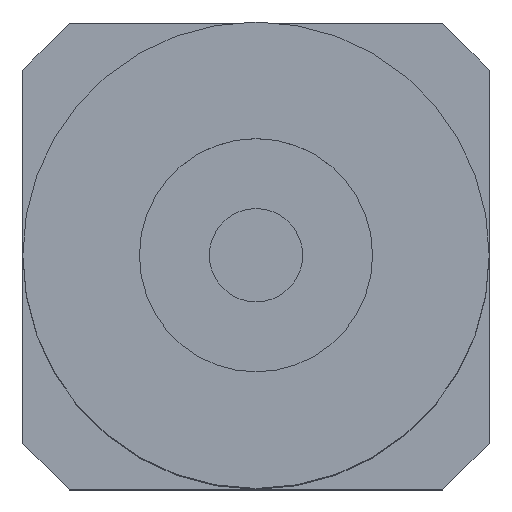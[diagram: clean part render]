
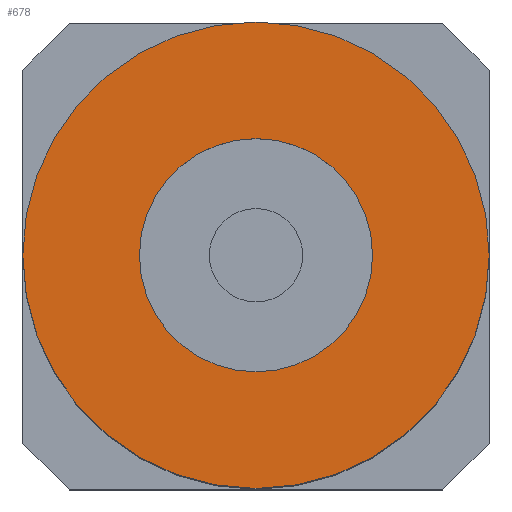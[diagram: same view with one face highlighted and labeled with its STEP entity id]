
A CAD part, top view. The second image highlights one B-rep face of the part: STEP entity #678.
In plain terms, the highlighted planar face has unit normal (0, 0, 1).
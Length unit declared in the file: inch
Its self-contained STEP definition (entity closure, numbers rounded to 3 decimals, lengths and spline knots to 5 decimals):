
#191=CARTESIAN_POINT('',(0.,0.,9.50335));
#192=DIRECTION('',(0.,0.,1.));
#193=DIRECTION('',(0.,1.,0.));
#194=AXIS2_PLACEMENT_3D('',#191,#192,#193);
#204=CARTESIAN_POINT('',(0.,0.,9.50335));
#205=DIRECTION('',(0.,0.,-1.));
#206=DIRECTION('',(0.,1.,0.));
#207=AXIS2_PLACEMENT_3D('',#204,#205,#206);
#209=CARTESIAN_POINT('',(0.,0.,9.50335));
#210=DIRECTION('',(0.,0.,1.));
#211=DIRECTION('',(1.,0.,0.));
#212=AXIS2_PLACEMENT_3D('',#209,#210,#211);
#214=CARTESIAN_POINT('',(0.,0.,9.50335));
#215=DIRECTION('',(0.,0.,1.));
#216=DIRECTION('',(-1.,0.,0.));
#217=AXIS2_PLACEMENT_3D('',#214,#215,#216);
#297=CARTESIAN_POINT('',(0.,2.5,9.50335));
#299=VERTEX_POINT('',#297);
#309=CARTESIAN_POINT('',(0.,-2.5,9.50335));
#311=VERTEX_POINT('',#309);
#333=CARTESIAN_POINT('',(1.25,0.,9.50335));
#334=CARTESIAN_POINT('',(-1.25,0.,9.50335));
#335=VERTEX_POINT('',#333);
#336=VERTEX_POINT('',#334);
#663=CARTESIAN_POINT('',(0.,0.,9.50335));
#664=DIRECTION('',(0.,0.,1.));
#665=DIRECTION('',(0.,-1.,0.));
#666=AXIS2_PLACEMENT_3D('',#663,#664,#665);
#667=PLANE('',#666);
#668=ORIENTED_EDGE('',*,*,#658,.T.);
#669=ORIENTED_EDGE('',*,*,#642,.F.);
#670=EDGE_LOOP('',(#668,#669));
#671=FACE_OUTER_BOUND('',#670,.F.);
#673=ORIENTED_EDGE('',*,*,#672,.T.);
#675=ORIENTED_EDGE('',*,*,#674,.T.);
#676=EDGE_LOOP('',(#673,#675));
#677=FACE_BOUND('',#676,.F.);
#195=CIRCLE('',#194,2.5);
#208=CIRCLE('',#207,2.5);
#213=CIRCLE('',#212,1.25);
#218=CIRCLE('',#217,1.25);
#642=EDGE_CURVE('',#299,#311,#195,.T.);
#658=EDGE_CURVE('',#299,#311,#208,.T.);
#672=EDGE_CURVE('',#335,#336,#213,.T.);
#674=EDGE_CURVE('',#336,#335,#218,.T.);
#678=ADVANCED_FACE('',(#671,#677),#667,.T.);
